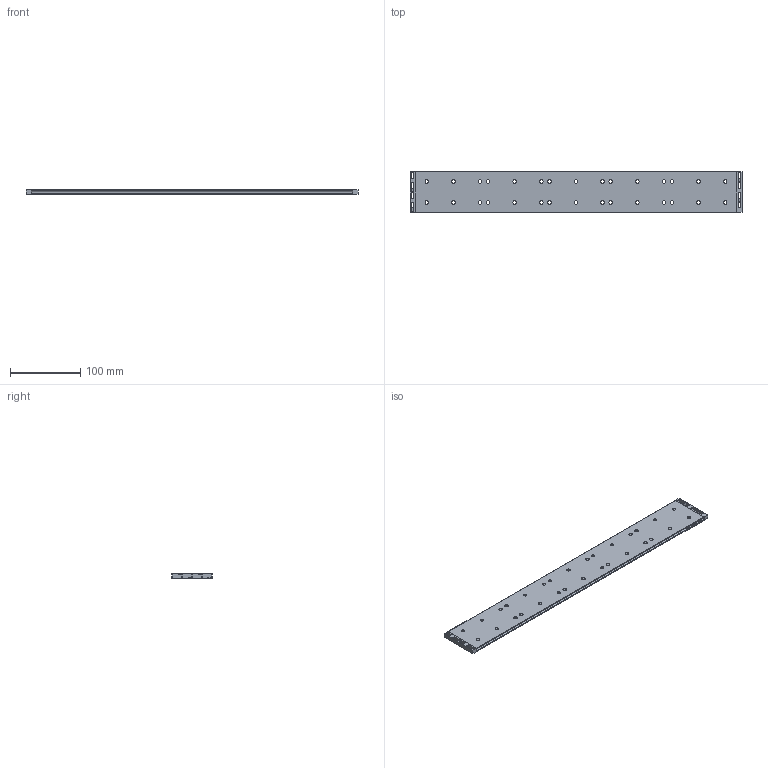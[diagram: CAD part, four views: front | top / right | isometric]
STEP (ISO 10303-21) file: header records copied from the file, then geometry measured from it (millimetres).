
FILE_DESCRIPTION (( 'STEP AP214' ), '1' );
FILE_NAME ('F000729,F000732,F000735_3D.step', '2022-10-10T14:05:49', ( '' ), ( '' ), 'SwSTEP 2.0', 'SolidWorks 2020', '' );
FILE_SCHEMA (( 'AUTOMOTIVE_DESIGN' ));
Length unit declared in the file: millimetre
Products named in the file (1): F000729,F000732,F000735_3D
Bounding box: 474 x 58 x 6 mm (x, y, z)
Volume: 32343.1 mm3; surface area: 123111.7 mm2
Topology: 3 solids, 3 shells, 198 faces, 576 edges, 384 vertices
Faces by surface type: cylinder 120, plane 78
Entity records: 6964 total; most frequent: DIRECTION 1214, CARTESIAN_POINT 1159, ORIENTED_EDGE 1152, EDGE_CURVE 576, AXIS2_PLACEMENT_3D 439, VERTEX_POINT 384, VECTOR 336, LINE 336
